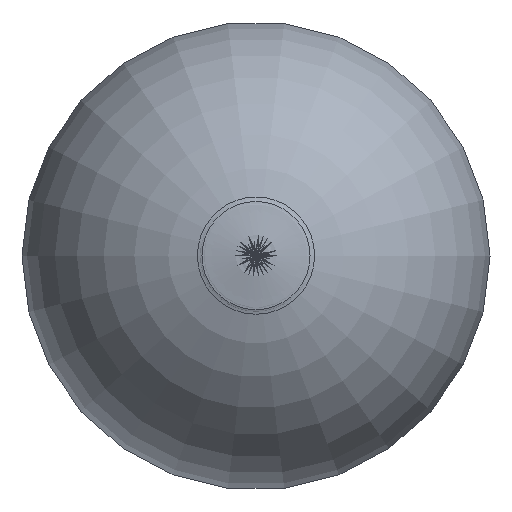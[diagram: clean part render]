
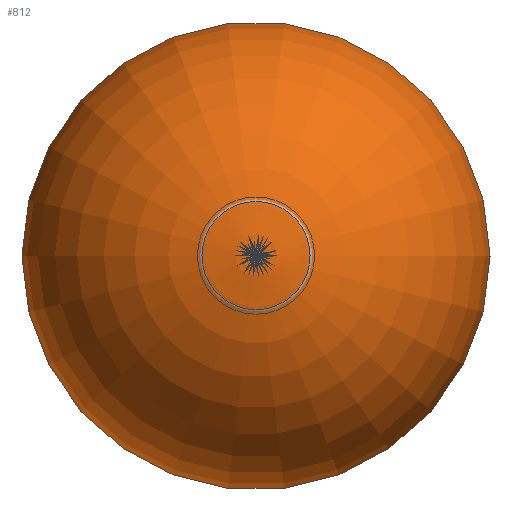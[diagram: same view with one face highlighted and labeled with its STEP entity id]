
A CAD part, top view. The second image highlights one B-rep face of the part: STEP entity #812.
In plain terms, the highlighted toroidal (fillet/blend) face has major radius 0.004 mm and minor radius 12 mm.
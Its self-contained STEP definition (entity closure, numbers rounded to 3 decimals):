
#51=VERTEX_LOOP('',#453);
#53=DEGENERATE_TOROIDAL_SURFACE('',#907,0.004,12.,
 .T.);
#95=CIRCLE('',#908,2.769);
#165=ORIENTED_EDGE('',*,*,#359,.F.);
#359=EDGE_CURVE('',#454,#454,#95,.T.);
#453=VERTEX_POINT('',#1338);
#454=VERTEX_POINT('',#1340);
#592=EDGE_LOOP('',(#165));
#688=FACE_BOUND('',#51,.T.);
#689=FACE_BOUND('',#592,.T.);
#812=ADVANCED_FACE('',(#688,#689),#53,.T.);
#907=AXIS2_PLACEMENT_3D('',#1337,#1045,#1046);
#908=AXIS2_PLACEMENT_3D('',#1339,#1047,#1048);
#1045=DIRECTION('',(0.,0.,-1.));
#1046=DIRECTION('',(-1.,0.,0.));
#1047=DIRECTION('',(0.,0.,-1.));
#1048=DIRECTION('',(-1.,0.,0.));
#1337=CARTESIAN_POINT('',(0.,0.,6.4));
#1338=CARTESIAN_POINT('',(0.,0.,18.4));
#1339=CARTESIAN_POINT('',(0.,0.,18.077));
#1340=CARTESIAN_POINT('',(-2.769,0.,18.077));
